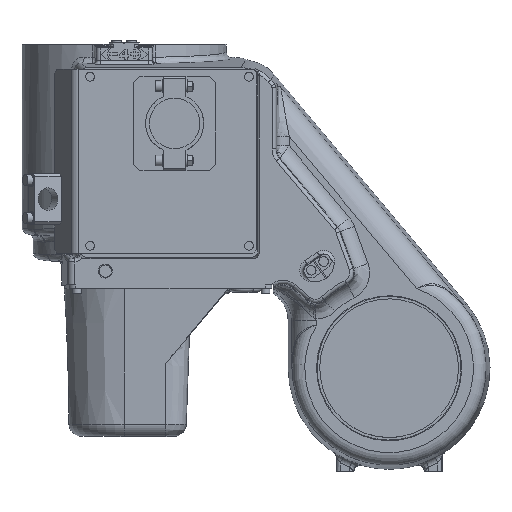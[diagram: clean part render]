
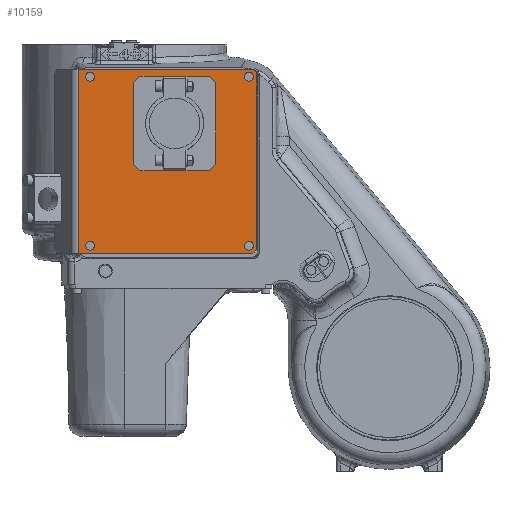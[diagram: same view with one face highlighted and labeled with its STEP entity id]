
A CAD part, top view. The second image highlights one B-rep face of the part: STEP entity #10159.
In plain terms, the highlighted planar face has unit normal (0, 0, 1).
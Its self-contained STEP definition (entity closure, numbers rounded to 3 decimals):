
#45=FACE_BOUND('',#1517,.T.);
#46=FACE_BOUND('',#1518,.T.);
#47=FACE_BOUND('',#1519,.T.);
#48=FACE_BOUND('',#1520,.T.);
#49=FACE_BOUND('',#1521,.T.);
#221=PLANE('',#10983);
#825=FACE_OUTER_BOUND('',#1516,.T.);
#1516=EDGE_LOOP('',(#7897,#7898,#7899,#7900,#7901,#7902));
#1517=EDGE_LOOP('',(#7903));
#1518=EDGE_LOOP('',(#7904));
#1519=EDGE_LOOP('',(#7905));
#1520=EDGE_LOOP('',(#7906));
#1521=EDGE_LOOP('',(#7907,#7908,#7909,#7910,#7911,#7912,#7913,#7914));
#2182=CIRCLE('',#10984,3.5);
#2183=CIRCLE('',#10985,3.5);
#2184=CIRCLE('',#10986,3.5);
#2185=CIRCLE('',#10987,3.5);
#3026=LINE('',#25352,#3687);
#3139=LINE('',#28231,#3800);
#3145=LINE('',#28245,#3806);
#3147=LINE('',#28249,#3808);
#3149=LINE('',#28253,#3810);
#3183=LINE('',#29126,#3844);
#3184=LINE('',#29138,#3845);
#3185=LINE('',#29140,#3846);
#3186=LINE('',#29142,#3847);
#3187=LINE('',#29144,#3848);
#3188=LINE('',#29146,#3849);
#3189=LINE('',#29148,#3850);
#3190=LINE('',#29150,#3851);
#3191=LINE('',#29151,#3852);
#3687=VECTOR('',#12233,1.);
#3800=VECTOR('',#12602,1.);
#3806=VECTOR('',#12618,1.);
#3808=VECTOR('',#12622,1.);
#3810=VECTOR('',#12626,1.);
#3844=VECTOR('',#12718,1.);
#3845=VECTOR('',#12729,1.);
#3846=VECTOR('',#12730,1.);
#3847=VECTOR('',#12731,1.);
#3848=VECTOR('',#12732,1.);
#3849=VECTOR('',#12733,1.);
#3850=VECTOR('',#12734,1.);
#3851=VECTOR('',#12735,1.);
#3852=VECTOR('',#12736,1.);
#4497=VERTEX_POINT('',#25349);
#4498=VERTEX_POINT('',#25351);
#4611=VERTEX_POINT('',#28230);
#4614=VERTEX_POINT('',#28244);
#4615=VERTEX_POINT('',#28248);
#4616=VERTEX_POINT('',#28252);
#4671=VERTEX_POINT('',#29128);
#4672=VERTEX_POINT('',#29130);
#4673=VERTEX_POINT('',#29132);
#4674=VERTEX_POINT('',#29134);
#4675=VERTEX_POINT('',#29136);
#4676=VERTEX_POINT('',#29137);
#4677=VERTEX_POINT('',#29139);
#4678=VERTEX_POINT('',#29141);
#4679=VERTEX_POINT('',#29143);
#4680=VERTEX_POINT('',#29145);
#4681=VERTEX_POINT('',#29147);
#4682=VERTEX_POINT('',#29149);
#5574=EDGE_CURVE('',#4497,#4498,#3026,.T.);
#5770=EDGE_CURVE('',#4498,#4611,#3139,.F.);
#5777=EDGE_CURVE('',#4614,#4611,#3145,.T.);
#5779=EDGE_CURVE('',#4614,#4615,#3147,.T.);
#5781=EDGE_CURVE('',#4616,#4615,#3149,.T.);
#5850=EDGE_CURVE('',#4616,#4497,#3183,.T.);
#5851=EDGE_CURVE('',#4671,#4671,#2182,.F.);
#5852=EDGE_CURVE('',#4672,#4672,#2183,.F.);
#5853=EDGE_CURVE('',#4673,#4673,#2184,.F.);
#5854=EDGE_CURVE('',#4674,#4674,#2185,.F.);
#5855=EDGE_CURVE('',#4675,#4676,#3184,.F.);
#5856=EDGE_CURVE('',#4675,#4677,#3185,.T.);
#5857=EDGE_CURVE('',#4678,#4677,#3186,.T.);
#5858=EDGE_CURVE('',#4678,#4679,#3187,.T.);
#5859=EDGE_CURVE('',#4680,#4679,#3188,.F.);
#5860=EDGE_CURVE('',#4680,#4681,#3189,.T.);
#5861=EDGE_CURVE('',#4682,#4681,#3190,.T.);
#5862=EDGE_CURVE('',#4676,#4682,#3191,.T.);
#7897=ORIENTED_EDGE('',*,*,#5777,.T.);
#7898=ORIENTED_EDGE('',*,*,#5770,.F.);
#7899=ORIENTED_EDGE('',*,*,#5574,.F.);
#7900=ORIENTED_EDGE('',*,*,#5850,.F.);
#7901=ORIENTED_EDGE('',*,*,#5781,.T.);
#7902=ORIENTED_EDGE('',*,*,#5779,.F.);
#7903=ORIENTED_EDGE('',*,*,#5851,.T.);
#7904=ORIENTED_EDGE('',*,*,#5852,.T.);
#7905=ORIENTED_EDGE('',*,*,#5853,.T.);
#7906=ORIENTED_EDGE('',*,*,#5854,.T.);
#7907=ORIENTED_EDGE('',*,*,#5855,.F.);
#7908=ORIENTED_EDGE('',*,*,#5856,.T.);
#7909=ORIENTED_EDGE('',*,*,#5857,.F.);
#7910=ORIENTED_EDGE('',*,*,#5858,.T.);
#7911=ORIENTED_EDGE('',*,*,#5859,.F.);
#7912=ORIENTED_EDGE('',*,*,#5860,.T.);
#7913=ORIENTED_EDGE('',*,*,#5861,.F.);
#7914=ORIENTED_EDGE('',*,*,#5862,.F.);
#10159=ADVANCED_FACE('',(#825,#45,#46,#47,#48,#49),#221,.T.);
#10983=AXIS2_PLACEMENT_3D('',#29127,#12719,#12720);
#10984=AXIS2_PLACEMENT_3D('',#29129,#12721,#12722);
#10985=AXIS2_PLACEMENT_3D('',#29131,#12723,#12724);
#10986=AXIS2_PLACEMENT_3D('',#29133,#12725,#12726);
#10987=AXIS2_PLACEMENT_3D('',#29135,#12727,#12728);
#12233=DIRECTION('',(1.,0.,0.));
#12602=DIRECTION('',(-0.707,0.707,0.));
#12618=DIRECTION('',(0.,1.,0.));
#12622=DIRECTION('',(-0.707,-0.707,0.));
#12626=DIRECTION('',(1.,0.,0.));
#12718=DIRECTION('',(0.,1.,0.));
#12719=DIRECTION('center_axis',(0.,0.,
1.));
#12720=DIRECTION('ref_axis',(1.,0.,0.));
#12721=DIRECTION('center_axis',(0.,0.,
1.));
#12722=DIRECTION('ref_axis',(-1.,0.,0.));
#12723=DIRECTION('center_axis',(0.,0.,
1.));
#12724=DIRECTION('ref_axis',(-1.,0.,0.));
#12725=DIRECTION('center_axis',(0.,0.,
1.));
#12726=DIRECTION('ref_axis',(-1.,0.,0.));
#12727=DIRECTION('center_axis',(0.,0.,
1.));
#12728=DIRECTION('ref_axis',(-1.,0.,0.));
#12729=DIRECTION('',(0.707,-0.707,0.));
#12730=DIRECTION('',(0.,-1.,0.));
#12731=DIRECTION('',(0.707,0.707,0.));
#12732=DIRECTION('',(-1.,0.,0.));
#12733=DIRECTION('',(-0.707,0.707,0.));
#12734=DIRECTION('',(0.,1.,0.));
#12735=DIRECTION('',(-0.707,-0.707,0.));
#12736=DIRECTION('',(-1.,0.,0.));
#25349=CARTESIAN_POINT('',(-246.305,237.,23.2));
#25351=CARTESIAN_POINT('',(-108.,237.,23.2));
#25352=CARTESIAN_POINT('',(-177.152,237.,23.2));
#28230=CARTESIAN_POINT('',(-105.,234.,23.2));
#28231=CARTESIAN_POINT('',(-106.5,235.5,23.2));
#28244=CARTESIAN_POINT('',(-105.,94.,23.2));
#28245=CARTESIAN_POINT('',(-105.,164.,23.2));
#28248=CARTESIAN_POINT('',(-108.,91.,23.2));
#28249=CARTESIAN_POINT('',(-106.5,92.5,23.2));
#28252=CARTESIAN_POINT('',(-246.305,91.,23.2));
#28253=CARTESIAN_POINT('',(-177.152,91.,23.2));
#29126=CARTESIAN_POINT('',(-246.305,164.,23.2));
#29127=CARTESIAN_POINT('Origin',(-250.,164.,23.2));
#29128=CARTESIAN_POINT('',(-238.678,93.928,23.2));
#29129=CARTESIAN_POINT('Origin',(-237.,97.,23.2));
#29130=CARTESIAN_POINT('',(-112.678,93.928,23.2));
#29131=CARTESIAN_POINT('Origin',(-111.,97.,23.2));
#29132=CARTESIAN_POINT('',(-112.678,227.928,23.2));
#29133=CARTESIAN_POINT('Origin',(-111.,231.,23.2));
#29134=CARTESIAN_POINT('',(-238.678,227.928,23.2));
#29135=CARTESIAN_POINT('Origin',(-237.,231.,23.2));
#29136=CARTESIAN_POINT('',(-137.5,226.5,23.2));
#29137=CARTESIAN_POINT('',(-142.5,231.5,23.2));
#29138=CARTESIAN_POINT('',(-140.,229.,23.2));
#29139=CARTESIAN_POINT('',(-137.5,161.5,23.2));
#29140=CARTESIAN_POINT('',(-137.5,194.,23.2));
#29141=CARTESIAN_POINT('',(-142.5,156.5,23.2));
#29142=CARTESIAN_POINT('',(-140.,159.,23.2));
#29143=CARTESIAN_POINT('',(-197.5,156.5,23.2));
#29144=CARTESIAN_POINT('',(-170.,156.5,23.2));
#29145=CARTESIAN_POINT('',(-202.5,161.5,23.2));
#29146=CARTESIAN_POINT('',(-200.,159.,23.2));
#29147=CARTESIAN_POINT('',(-202.5,226.5,23.2));
#29148=CARTESIAN_POINT('',(-202.5,194.,23.2));
#29149=CARTESIAN_POINT('',(-197.5,231.5,23.2));
#29150=CARTESIAN_POINT('',(-200.,229.,23.2));
#29151=CARTESIAN_POINT('',(-170.,231.5,23.2));
